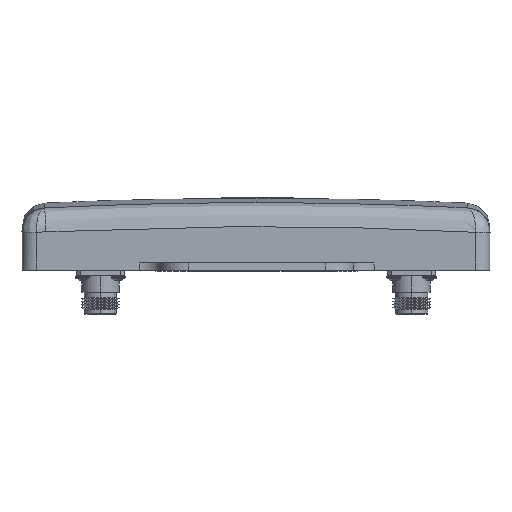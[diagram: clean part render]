
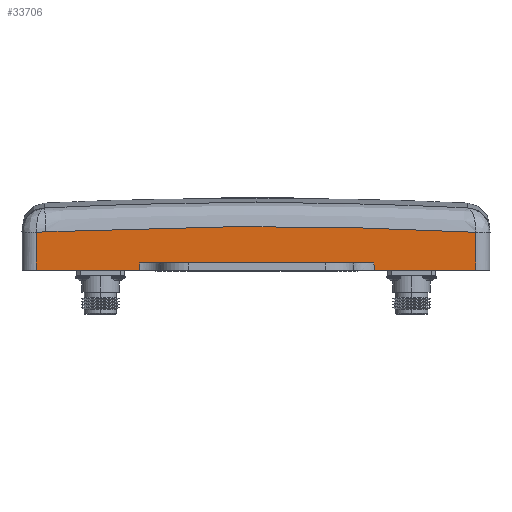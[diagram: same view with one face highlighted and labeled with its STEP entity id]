
A CAD part, top view. The second image highlights one B-rep face of the part: STEP entity #33706.
In plain terms, the highlighted planar face has unit normal (0, 0, 1).
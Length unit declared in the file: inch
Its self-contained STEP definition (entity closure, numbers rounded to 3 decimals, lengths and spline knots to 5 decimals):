
#964 = CARTESIAN_POINT ( 'NONE',  ( -3.55964, 0.5473, 3.84843 ) ) ;
#1220 = CARTESIAN_POINT ( 'NONE',  ( -3.45472, 0.55264, 3.84843 ) ) ;
#2881 = CARTESIAN_POINT ( 'NONE',  ( 1.93995, 0.03937, 3.84843 ) ) ;
#4237 = PLANE ( 'NONE',  #29706 ) ;
#5325 = B_SPLINE_CURVE_WITH_KNOTS ( 'NONE', 3,
 ( #1220, #21422, #964, #24083 ),
 .UNSPECIFIED., .F., .F.,
 ( 4, 4 ),
 ( 0., 1. ),
 .UNSPECIFIED. ) ;
#5548 = VECTOR ( 'NONE', #10364, 39.37008 ) ;
#6220 = CARTESIAN_POINT ( 'NONE',  ( 3.6122, 0., 3.84843 ) ) ;
#6355 = LINE ( 'NONE', #23587, #14877 ) ;
#7967 = VERTEX_POINT ( 'NONE', #31185 ) ;
#8063 = CARTESIAN_POINT ( 'NONE',  ( 1.9442, -0.07874, 3.84843 ) ) ;
#8403 = EDGE_LOOP ( 'NONE', ( #18095, #23988, #28807, #27602, #23073, #35038, #9732, #18537, #13676 ) ) ;
#9732 = ORIENTED_EDGE ( 'NONE', *, *, #36273, .T. ) ;
#10364 = DIRECTION ( 'NONE',  ( 1., 0., 0. ) ) ;
#10730 = CARTESIAN_POINT ( 'NONE',  ( -3.84843, -0.07874, 3.84843 ) ) ;
#11502 = EDGE_CURVE ( 'NONE', #29490, #12251, #20113, .T. ) ;
#12251 = VERTEX_POINT ( 'NONE', #26875 ) ;
#13550 = LINE ( 'NONE', #34066, #18469 ) ;
#13676 = ORIENTED_EDGE ( 'NONE', *, *, #27808, .T. ) ;
#14294 = CARTESIAN_POINT ( 'NONE',  ( -3.6122, -0.07874, 3.84843 ) ) ;
#14853 = DIRECTION ( 'NONE',  ( 0.036, 0.999, 0. ) ) ;
#14877 = VECTOR ( 'NONE', #14853, 39.37008 ) ;
#16297 = CARTESIAN_POINT ( 'NONE',  ( -1.09957, 0.63917, 3.84843 ) ) ;
#17400 = VERTEX_POINT ( 'NONE', #24342 ) ;
#17860 = VECTOR ( 'NONE', #19401, 39.37008 ) ;
#18095 = ORIENTED_EDGE ( 'NONE', *, *, #36053, .T. ) ;
#18455 = VERTEX_POINT ( 'NONE', #8063 ) ;
#18469 = VECTOR ( 'NONE', #36962, 39.37008 ) ;
#18513 = VECTOR ( 'NONE', #25853, 39.37008 ) ;
#18537 = ORIENTED_EDGE ( 'NONE', *, *, #37173, .T. ) ;
#18950 = VECTOR ( 'NONE', #28779, 39.37008 ) ;
#19104 = VECTOR ( 'NONE', #26391, 39.37008 ) ;
#19401 = DIRECTION ( 'NONE',  ( 1., 0., 0. ) ) ;
#20113 = B_SPLINE_CURVE_WITH_KNOTS ( 'NONE', 3,
 ( #31077, #22496, #16297, #22257, #27823, #34128 ),
 .UNSPECIFIED., .F., .F.,
 ( 4, 2, 4 ),
 ( 0., 0.5, 1. ),
 .UNSPECIFIED. ) ;
#21024 = EDGE_CURVE ( 'NONE', #24257, #12251, #23176, .T. ) ;
#21422 = CARTESIAN_POINT ( 'NONE',  ( -3.50715, 0.55, 3.84843 ) ) ;
#21519 = DIRECTION ( 'NONE',  ( 0., 0., 1. ) ) ;
#21677 = LINE ( 'NONE', #2881, #18513 ) ;
#22196 = VERTEX_POINT ( 'NONE', #32223 ) ;
#22257 = CARTESIAN_POINT ( 'NONE',  ( 1.25728, 0.63658, 3.84843 ) ) ;
#22265 = EDGE_CURVE ( 'NONE', #17400, #7967, #32167, .T. ) ;
#22496 = CARTESIAN_POINT ( 'NONE',  ( -2.27799, 0.61179, 3.84843 ) ) ;
#23073 = ORIENTED_EDGE ( 'NONE', *, *, #21024, .T. ) ;
#23176 = LINE ( 'NONE', #6220, #19104 ) ;
#23203 = CARTESIAN_POINT ( 'NONE',  ( -3.84843, -0.07874, 3.84843 ) ) ;
#23587 = CARTESIAN_POINT ( 'NONE',  ( -1.91664, -0.07874, 3.84843 ) ) ;
#23790 = CARTESIAN_POINT ( 'NONE',  ( 3.6122, -0.07874, 3.84843 ) ) ;
#23927 = FACE_OUTER_BOUND ( 'NONE', #8403, .T. ) ;
#23988 = ORIENTED_EDGE ( 'NONE', *, *, #22265, .T. ) ;
#24083 = CARTESIAN_POINT ( 'NONE',  ( -3.6122, 0.54453, 3.84842 ) ) ;
#24257 = VERTEX_POINT ( 'NONE', #23790 ) ;
#24299 = CARTESIAN_POINT ( 'NONE',  ( -3.84843, 0., 3.84843 ) ) ;
#24342 = CARTESIAN_POINT ( 'NONE',  ( -1.91239, 0.03937, 3.84843 ) ) ;
#25853 = DIRECTION ( 'NONE',  ( 0.036, -0.999, 0. ) ) ;
#26391 = DIRECTION ( 'NONE',  ( 0., 1., 0. ) ) ;
#26875 = CARTESIAN_POINT ( 'NONE',  ( 3.6122, 0.54452, 3.84842 ) ) ;
#27557 = LINE ( 'NONE', #23203, #18950 ) ;
#27602 = ORIENTED_EDGE ( 'NONE', *, *, #36999, .T. ) ;
#27808 = EDGE_CURVE ( 'NONE', #30772, #22196, #28315, .T. ) ;
#27823 = CARTESIAN_POINT ( 'NONE',  ( 2.43562, 0.60652, 3.84843 ) ) ;
#28315 = LINE ( 'NONE', #10730, #17860 ) ;
#28779 = DIRECTION ( 'NONE',  ( 1., 0., 0. ) ) ;
#28807 = ORIENTED_EDGE ( 'NONE', *, *, #33390, .T. ) ;
#29118 = CARTESIAN_POINT ( 'NONE',  ( -3.6122, 0.54453, 3.84842 ) ) ;
#29490 = VERTEX_POINT ( 'NONE', #29969 ) ;
#29706 = AXIS2_PLACEMENT_3D ( 'NONE', #24299, #21519, #30238 ) ;
#29969 = CARTESIAN_POINT ( 'NONE',  ( -3.45472, 0.55264, 3.84843 ) ) ;
#30238 = DIRECTION ( 'NONE',  ( 1., 0., 0. ) ) ;
#30772 = VERTEX_POINT ( 'NONE', #14294 ) ;
#31077 = CARTESIAN_POINT ( 'NONE',  ( -3.45472, 0.55264, 3.84843 ) ) ;
#31185 = CARTESIAN_POINT ( 'NONE',  ( 1.93995, 0.03937, 3.84843 ) ) ;
#32167 = LINE ( 'NONE', #33614, #5548 ) ;
#32223 = CARTESIAN_POINT ( 'NONE',  ( -1.91664, -0.07874, 3.84843 ) ) ;
#33390 = EDGE_CURVE ( 'NONE', #7967, #18455, #21677, .T. ) ;
#33614 = CARTESIAN_POINT ( 'NONE',  ( -3.84843, 0.03937, 3.84843 ) ) ;
#33706 = ADVANCED_FACE ( 'NONE', ( #23927 ), #4237, .T. ) ;
#34066 = CARTESIAN_POINT ( 'NONE',  ( -3.6122, 0., 3.84843 ) ) ;
#34128 = CARTESIAN_POINT ( 'NONE',  ( 3.6122, 0.54452, 3.84842 ) ) ;
#35038 = ORIENTED_EDGE ( 'NONE', *, *, #11502, .F. ) ;
#36053 = EDGE_CURVE ( 'NONE', #22196, #17400, #6355, .T. ) ;
#36273 = EDGE_CURVE ( 'NONE', #29490, #37277, #5325, .T. ) ;
#36962 = DIRECTION ( 'NONE',  ( 0., -1., 0. ) ) ;
#36999 = EDGE_CURVE ( 'NONE', #18455, #24257, #27557, .T. ) ;
#37173 = EDGE_CURVE ( 'NONE', #37277, #30772, #13550, .T. ) ;
#37277 = VERTEX_POINT ( 'NONE', #29118 ) ;
